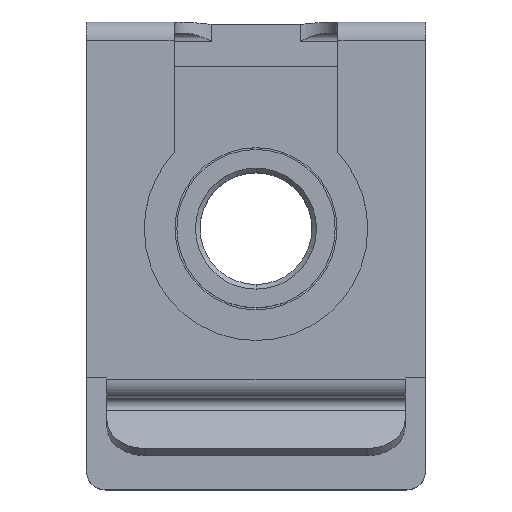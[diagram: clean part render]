
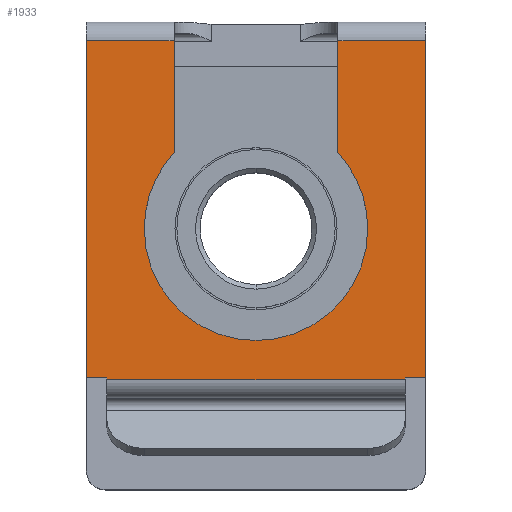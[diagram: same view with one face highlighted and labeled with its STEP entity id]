
A CAD part, top view. The second image highlights one B-rep face of the part: STEP entity #1933.
In plain terms, the highlighted face is planar.
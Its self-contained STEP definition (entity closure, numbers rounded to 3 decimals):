
#7 = EDGE_CURVE ( 'NONE', #3428, #3164, #1823, .T. ) ;
#14 = CARTESIAN_POINT ( 'NONE',  ( -10.1, 0., -9.1 ) ) ;
#32 = CARTESIAN_POINT ( 'NONE',  ( -11.1, 0., 9.1 ) ) ;
#33 = VERTEX_POINT ( 'NONE', #2389 ) ;
#185 = ORIENTED_EDGE ( 'NONE', *, *, #2140, .F. ) ;
#271 = ORIENTED_EDGE ( 'NONE', *, *, #3565, .T. ) ;
#345 = DIRECTION ( 'NONE',  ( 0., 0., -1. ) ) ;
#364 = DIRECTION ( 'NONE',  ( 1., 0., 0. ) ) ;
#437 = DIRECTION ( 'NONE',  ( -1., 0., 0. ) ) ;
#452 = VECTOR ( 'NONE', #2673, 1000. ) ;
#523 = EDGE_CURVE ( 'NONE', #2547, #33, #2249, .T. ) ;
#539 = LINE ( 'NONE', #3604, #2869 ) ;
#561 = EDGE_CURVE ( 'NONE', #2497, #1611, #2747, .T. ) ;
#630 = VERTEX_POINT ( 'NONE', #953 ) ;
#649 = CARTESIAN_POINT ( 'NONE',  ( 8., 0., -8. ) ) ;
#681 = DIRECTION ( 'NONE',  ( 0., 0., -1. ) ) ;
#693 = DIRECTION ( 'NONE',  ( 0., 0., 1. ) ) ;
#700 = AXIS2_PLACEMENT_3D ( 'NONE', #32, #2182, #345 ) ;
#719 = EDGE_CURVE ( 'NONE', #2211, #1062, #1257, .T. ) ;
#722 = CARTESIAN_POINT ( 'NONE',  ( -10.1, 0., -4.4 ) ) ;
#760 = CARTESIAN_POINT ( 'NONE',  ( 0., 0., 0. ) ) ;
#804 = DIRECTION ( 'NONE',  ( 0., 1., 0. ) ) ;
#830 = AXIS2_PLACEMENT_3D ( 'NONE', #760, #804, #693 ) ;
#874 = EDGE_CURVE ( 'NONE', #33, #3614, #3124, .T. ) ;
#945 = CARTESIAN_POINT ( 'NONE',  ( -10.1, 0., 9.1 ) ) ;
#953 = CARTESIAN_POINT ( 'NONE',  ( 0., 0., -6. ) ) ;
#960 = EDGE_CURVE ( 'NONE', #630, #1190, #1508, .T. ) ;
#973 = CARTESIAN_POINT ( 'NONE',  ( -10.1, 0., 9.1 ) ) ;
#981 = CARTESIAN_POINT ( 'NONE',  ( 8., 0., 9.1 ) ) ;
#986 = LINE ( 'NONE', #1747, #3328 ) ;
#1059 = EDGE_CURVE ( 'NONE', #3164, #1611, #3450, .T. ) ;
#1062 = VERTEX_POINT ( 'NONE', #981 ) ;
#1067 = VERTEX_POINT ( 'NONE', #973 ) ;
#1086 = CARTESIAN_POINT ( 'NONE',  ( 8., 0., 8. ) ) ;
#1102 = CARTESIAN_POINT ( 'NONE',  ( -10.1, 0., 4.4 ) ) ;
#1190 = VERTEX_POINT ( 'NONE', #2470 ) ;
#1221 = DIRECTION ( 'NONE',  ( 1., 0., 0. ) ) ;
#1257 = LINE ( 'NONE', #2622, #452 ) ;
#1263 = ORIENTED_EDGE ( 'NONE', *, *, #1059, .F. ) ;
#1271 = CIRCLE ( 'NONE', #3660, 6. ) ;
#1316 = CARTESIAN_POINT ( 'NONE',  ( 8.1, 0., -8. ) ) ;
#1327 = EDGE_LOOP ( 'NONE', ( #1718, #3537, #1621, #2184, #2166, #185, #1915, #1263, #3265, #271, #2628, #2269, #2437, #3920 ) ) ;
#1411 = CARTESIAN_POINT ( 'NONE',  ( -10.1, 0., 9.1 ) ) ;
#1465 = CARTESIAN_POINT ( 'NONE',  ( 0., 0., 6. ) ) ;
#1468 = EDGE_CURVE ( 'NONE', #1062, #1067, #3896, .T. ) ;
#1508 = CIRCLE ( 'NONE', #2260, 6. ) ;
#1528 = VECTOR ( 'NONE', #2471, 1000. ) ;
#1544 = CARTESIAN_POINT ( 'NONE',  ( 8.1, 0., 9.1 ) ) ;
#1611 = VERTEX_POINT ( 'NONE', #1316 ) ;
#1621 = ORIENTED_EDGE ( 'NONE', *, *, #2546, .T. ) ;
#1711 = DIRECTION ( 'NONE',  ( 0., 1., 0. ) ) ;
#1718 = ORIENTED_EDGE ( 'NONE', *, *, #874, .F. ) ;
#1726 = CARTESIAN_POINT ( 'NONE',  ( -11.1, 0., 9.1 ) ) ;
#1731 = VECTOR ( 'NONE', #2688, 1000. ) ;
#1747 = CARTESIAN_POINT ( 'NONE',  ( -11.1, 0., -9.1 ) ) ;
#1823 = LINE ( 'NONE', #2739, #1731 ) ;
#1914 = LINE ( 'NONE', #1411, #3533 ) ;
#1915 = ORIENTED_EDGE ( 'NONE', *, *, #561, .T. ) ;
#1921 = VERTEX_POINT ( 'NONE', #14 ) ;
#1933 = ADVANCED_FACE ( 'NONE', ( #3310 ), #3395, .F. ) ;
#1935 = CARTESIAN_POINT ( 'NONE',  ( -11.1, 0., 4.4 ) ) ;
#1936 = VECTOR ( 'NONE', #681, 1000. ) ;
#2140 = EDGE_CURVE ( 'NONE', #2497, #2211, #2653, .T. ) ;
#2166 = ORIENTED_EDGE ( 'NONE', *, *, #719, .F. ) ;
#2170 = CARTESIAN_POINT ( 'NONE',  ( 8., 0., -8. ) ) ;
#2182 = DIRECTION ( 'NONE',  ( 0., -1., 0. ) ) ;
#2184 = ORIENTED_EDGE ( 'NONE', *, *, #1468, .F. ) ;
#2211 = VERTEX_POINT ( 'NONE', #1086 ) ;
#2249 = LINE ( 'NONE', #1935, #2966 ) ;
#2260 = AXIS2_PLACEMENT_3D ( 'NONE', #3411, #3402, #3321 ) ;
#2269 = ORIENTED_EDGE ( 'NONE', *, *, #2757, .F. ) ;
#2389 = CARTESIAN_POINT ( 'NONE',  ( -4.079, 0., 4.4 ) ) ;
#2437 = ORIENTED_EDGE ( 'NONE', *, *, #960, .F. ) ;
#2470 = CARTESIAN_POINT ( 'NONE',  ( -4.079, 0., -4.4 ) ) ;
#2471 = DIRECTION ( 'NONE',  ( 0., 0., 1. ) ) ;
#2497 = VERTEX_POINT ( 'NONE', #2601 ) ;
#2546 = EDGE_CURVE ( 'NONE', #2547, #1067, #1914, .T. ) ;
#2547 = VERTEX_POINT ( 'NONE', #1102 ) ;
#2550 = VECTOR ( 'NONE', #437, 1000. ) ;
#2583 = CARTESIAN_POINT ( 'NONE',  ( 8., 0., -9.1 ) ) ;
#2601 = CARTESIAN_POINT ( 'NONE',  ( 8.1, 0., 8. ) ) ;
#2622 = CARTESIAN_POINT ( 'NONE',  ( 8., 0., 9.1 ) ) ;
#2628 = ORIENTED_EDGE ( 'NONE', *, *, #3173, .T. ) ;
#2653 = LINE ( 'NONE', #3472, #2550 ) ;
#2661 = VECTOR ( 'NONE', #364, 1000. ) ;
#2668 = DIRECTION ( 'NONE',  ( -1., 0., 0. ) ) ;
#2673 = DIRECTION ( 'NONE',  ( 0., 0., 1. ) ) ;
#2688 = DIRECTION ( 'NONE',  ( 0., 0., 1. ) ) ;
#2739 = CARTESIAN_POINT ( 'NONE',  ( 8., 0., -9.1 ) ) ;
#2747 = LINE ( 'NONE', #1544, #1936 ) ;
#2757 = EDGE_CURVE ( 'NONE', #1190, #3941, #539, .T. ) ;
#2869 = VECTOR ( 'NONE', #3901, 1000. ) ;
#2966 = VECTOR ( 'NONE', #1221, 1000. ) ;
#3124 = CIRCLE ( 'NONE', #830, 6. ) ;
#3149 = LINE ( 'NONE', #945, #1528 ) ;
#3164 = VERTEX_POINT ( 'NONE', #2170 ) ;
#3173 = EDGE_CURVE ( 'NONE', #1921, #3941, #3149, .T. ) ;
#3265 = ORIENTED_EDGE ( 'NONE', *, *, #7, .F. ) ;
#3310 = FACE_OUTER_BOUND ( 'NONE', #1327, .T. ) ;
#3321 = DIRECTION ( 'NONE',  ( 0., 0., 1. ) ) ;
#3328 = VECTOR ( 'NONE', #2668, 1000. ) ;
#3395 = PLANE ( 'NONE',  #700 ) ;
#3402 = DIRECTION ( 'NONE',  ( 0., 1., 0. ) ) ;
#3411 = CARTESIAN_POINT ( 'NONE',  ( 0., 0., 0. ) ) ;
#3428 = VERTEX_POINT ( 'NONE', #2583 ) ;
#3450 = LINE ( 'NONE', #649, #2661 ) ;
#3472 = CARTESIAN_POINT ( 'NONE',  ( 8., 0., 8. ) ) ;
#3490 = EDGE_CURVE ( 'NONE', #3614, #630, #1271, .T. ) ;
#3530 = DIRECTION ( 'NONE',  ( 0., 0., 1. ) ) ;
#3533 = VECTOR ( 'NONE', #3530, 1000. ) ;
#3534 = CARTESIAN_POINT ( 'NONE',  ( 0., 0., 0. ) ) ;
#3537 = ORIENTED_EDGE ( 'NONE', *, *, #523, .F. ) ;
#3542 = DIRECTION ( 'NONE',  ( -1., 0., 0. ) ) ;
#3565 = EDGE_CURVE ( 'NONE', #3428, #1921, #986, .T. ) ;
#3604 = CARTESIAN_POINT ( 'NONE',  ( -11.1, 0., -4.4 ) ) ;
#3614 = VERTEX_POINT ( 'NONE', #1465 ) ;
#3660 = AXIS2_PLACEMENT_3D ( 'NONE', #3534, #1711, #3827 ) ;
#3820 = VECTOR ( 'NONE', #3542, 1000. ) ;
#3827 = DIRECTION ( 'NONE',  ( 0., 0., 1. ) ) ;
#3896 = LINE ( 'NONE', #1726, #3820 ) ;
#3901 = DIRECTION ( 'NONE',  ( -1., 0., 0. ) ) ;
#3920 = ORIENTED_EDGE ( 'NONE', *, *, #3490, .F. ) ;
#3941 = VERTEX_POINT ( 'NONE', #722 ) ;
